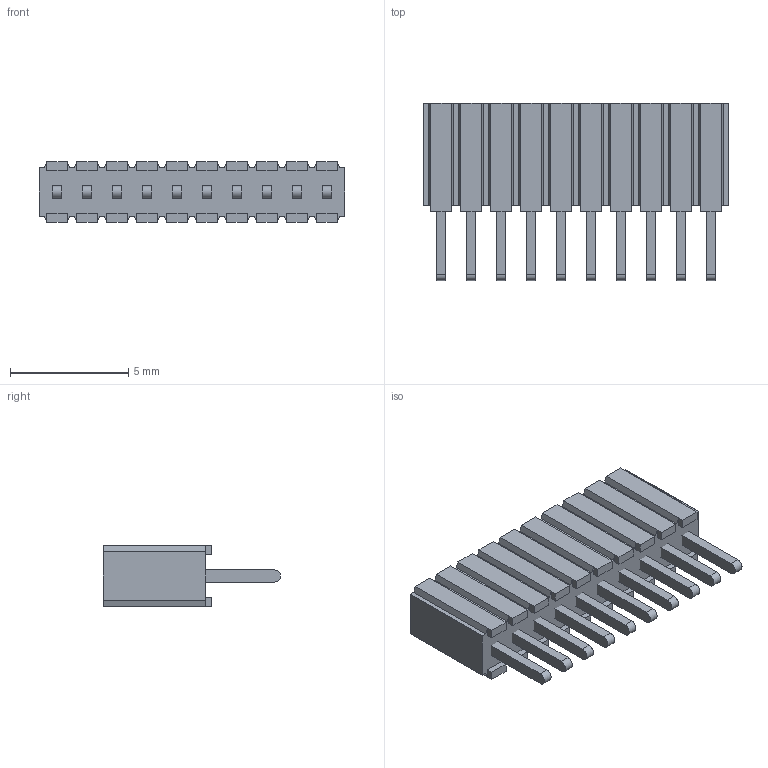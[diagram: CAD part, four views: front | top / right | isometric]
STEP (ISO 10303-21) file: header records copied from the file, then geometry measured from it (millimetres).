
FILE_DESCRIPTION( ( 'STEP AP214' ), '1' );
FILE_NAME( 'SLM-110-01-G-S.stp', '2022-06-08T01:22:30', ( 'License CC BY-ND 4.0' ), ( 'CADENAS' ), ' ', 'PARTsolutions', ' ' );
FILE_SCHEMA( ( 'AUTOMOTIVE_DESIGN { 1 0 10303 214 1 1 1 1 }' ) );
Length unit declared in the file: inch
Products named in the file (3): SLM-110-01-G-S; _SLM-110-01-S_socket; _C-29-01-10-S
Assembly tree (2 placements, depth 2):
  SLM-110-01-G-S
    _SLM-110-01-S_socket
    _C-29-01-10-S
Bounding box: 12.93 x 7.49 x 2.54 mm (x, y, z)
Volume: 123.2 mm3; surface area: 567.7 mm2
Topology: 2 solids, 2 shells, 376 faces, 1016 edges, 664 vertices
Faces by surface type: plane 366, cylinder 10
Entity records: 14582 total; most frequent: CARTESIAN_POINT 2059, ORIENTED_EDGE 2032, DIRECTION 1794, EDGE_CURVE 1016, LINE 996, VECTOR 996, VERTEX_POINT 664, AXIS2_PLACEMENT_3D 399
